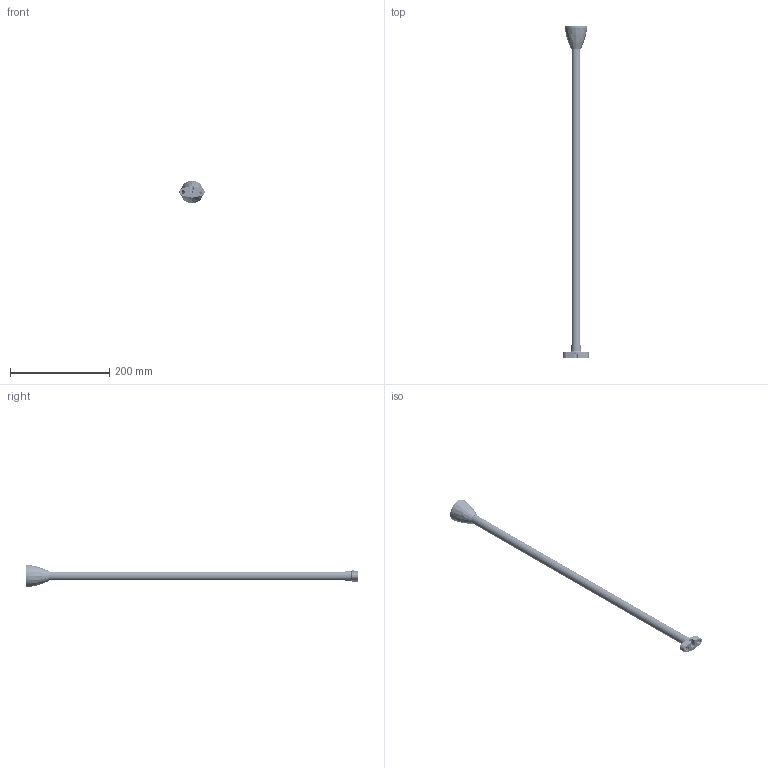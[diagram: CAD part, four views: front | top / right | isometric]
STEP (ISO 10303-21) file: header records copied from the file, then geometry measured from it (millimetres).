
FILE_DESCRIPTION((''),'2;1');
FILE_NAME('182608_ASM','2014-09-03T',('pdmadmin'),(''),'PRO/ENGINEER BY PARAMETRIC TECHNOLOGY CORPORATION, 2013230','PRO/ENGINEER BY PARAMETRIC TECHNOLOGY CORPORATION, 2013230','');
FILE_SCHEMA(('CONFIG_CONTROL_DESIGN'));
Length unit declared in the file: inch
Products named in the file (6): 85775_BASE; 92992_FLEXARM; 85775_5_8_27; 92992_VINYL_CLAD; 165545; 182608_ASM
Assembly tree (5 placements, depth 2):
  182608_ASM
    85775_BASE
    92992_FLEXARM
    85775_5_8_27
    92992_VINYL_CLAD
    165545
Bounding box: 50.83 x 668.69 x 46 mm (x, y, z)
Volume: 109973.8 mm3; surface area: 147030.8 mm2
Topology: 5 solids, 5 shells, 558 faces, 1380 edges, 840 vertices
Faces by surface type: bspline 393, cylinder 110, plane 29, torus 14, cone 10, sphere 2
Entity records: 93460 total; most frequent: CARTESIAN_POINT 83616, ORIENTED_EDGE 2464, EDGE_CURVE 1232, DIRECTION 1138, VERTEX_POINT 737, B_SPLINE_CURVE_WITH_KNOTS 595, EDGE_LOOP 535, FACE_OUTER_BOUND 513
